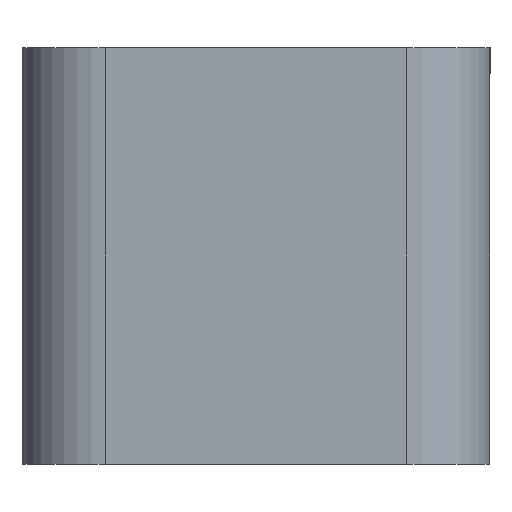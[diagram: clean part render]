
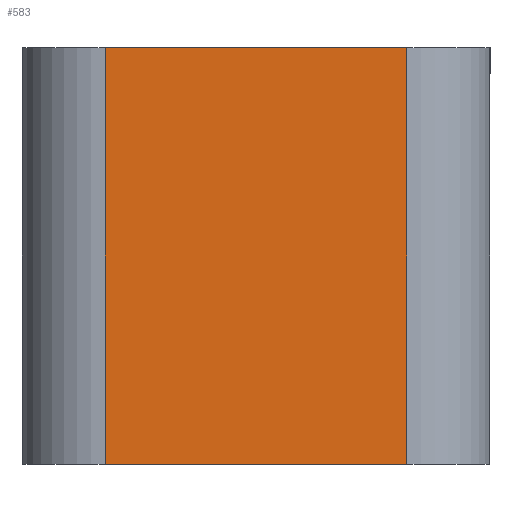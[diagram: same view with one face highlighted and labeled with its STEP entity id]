
A CAD part, left-side view. The second image highlights one B-rep face of the part: STEP entity #583.
In plain terms, the highlighted planar face has unit normal (-1, 0, 0).
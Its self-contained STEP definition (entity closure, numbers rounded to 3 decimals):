
#31=PLANE('',#651);
#59=FACE_OUTER_BOUND('',#89,.T.);
#89=EDGE_LOOP('',(#529,#530,#531,#532));
#100=LINE('',#851,#160);
#134=LINE('',#949,#194);
#144=LINE('',#972,#204);
#150=LINE('',#990,#210);
#160=VECTOR('',#678,10.);
#194=VECTOR('',#768,10.);
#204=VECTOR('',#790,10.);
#210=VECTOR('',#816,10.);
#246=VERTEX_POINT('',#848);
#247=VERTEX_POINT('',#850);
#283=VERTEX_POINT('',#948);
#290=VERTEX_POINT('',#971);
#304=EDGE_CURVE('',#246,#247,#100,.T.);
#353=EDGE_CURVE('',#247,#283,#134,.T.);
#366=EDGE_CURVE('',#290,#283,#144,.T.);
#374=EDGE_CURVE('',#290,#246,#150,.T.);
#529=ORIENTED_EDGE('',*,*,#353,.F.);
#530=ORIENTED_EDGE('',*,*,#304,.F.);
#531=ORIENTED_EDGE('',*,*,#374,.F.);
#532=ORIENTED_EDGE('',*,*,#366,.T.);
#583=ADVANCED_FACE('',(#59),#31,.T.);
#651=AXIS2_PLACEMENT_3D('',#989,#814,#815);
#678=DIRECTION('',(0.,1.,0.));
#768=DIRECTION('',(0.,0.,1.));
#790=DIRECTION('',(0.,1.,0.));
#814=DIRECTION('center_axis',(-1.,0.,0.));
#815=DIRECTION('ref_axis',(0.,1.,0.));
#816=DIRECTION('',(0.,0.,-1.));
#848=CARTESIAN_POINT('',(16.947,12.,-12.069));
#850=CARTESIAN_POINT('',(16.947,19.249,-12.069));
#851=CARTESIAN_POINT('',(16.947,12.,-12.069));
#948=CARTESIAN_POINT('',(16.947,19.249,-2.069));
#949=CARTESIAN_POINT('',(16.947,19.249,-2.069));
#971=CARTESIAN_POINT('',(16.947,12.,-2.069));
#972=CARTESIAN_POINT('',(16.947,12.,-2.069));
#989=CARTESIAN_POINT('Origin',(16.947,12.,-2.069));
#990=CARTESIAN_POINT('',(16.947,12.,-2.069));
